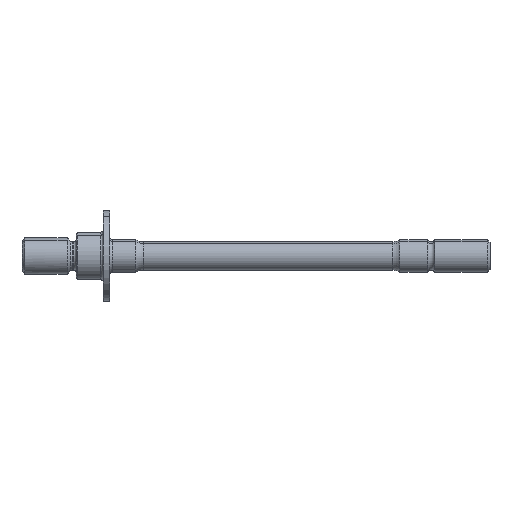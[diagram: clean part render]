
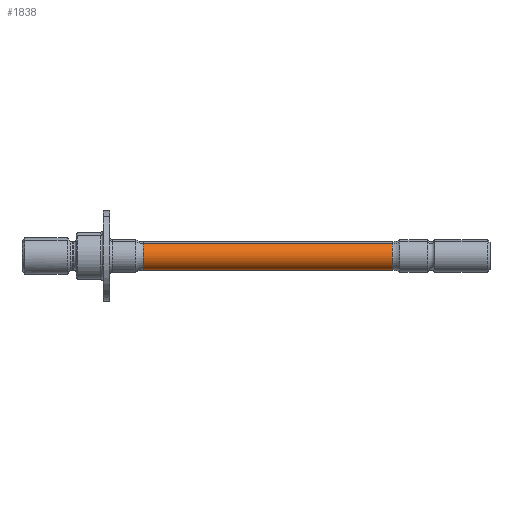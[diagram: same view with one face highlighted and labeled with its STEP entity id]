
A CAD part, front view. The second image highlights one B-rep face of the part: STEP entity #1838.
In plain terms, the highlighted cylindrical face has radius 5.5 mm (diameter 11 mm), a partial arc.
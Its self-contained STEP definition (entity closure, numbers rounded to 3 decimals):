
#1774=CARTESIAN_POINT('Vertex',(2015.5,-222.363,154.173)) ;
#1777=CARTESIAN_POINT('Axis2P3D Location',(2015.5,-225.,159.)) ;
#1781=CARTESIAN_POINT('Vertex',(2015.5,-227.637,163.827)) ;
#1808=CARTESIAN_POINT('Axis2P3D Location',(2059.25,-225.,159.)) ;
#1813=CARTESIAN_POINT('Line Origine',(2063.819,-222.363,154.173)) ;
#1817=CARTESIAN_POINT('Vertex',(2112.138,-222.363,154.173)) ;
#1820=CARTESIAN_POINT('Axis2P3D Location',(2112.138,-225.,159.)) ;
#1824=CARTESIAN_POINT('Vertex',(2112.138,-227.637,163.827)) ;
#1827=CARTESIAN_POINT('Line Origine',(2063.819,-227.637,163.827)) ;
#1778=DIRECTION('Axis2P3D Direction',(1.,0.,0.)) ;
#1809=DIRECTION('Axis2P3D Direction',(1.,0.,0.)) ;
#1810=DIRECTION('Axis2P3D XDirection',(0.,-0.479,0.878)) ;
#1814=DIRECTION('Vector Direction',(1.,0.,0.)) ;
#1821=DIRECTION('Axis2P3D Direction',(1.,0.,0.)) ;
#1828=DIRECTION('Vector Direction',(1.,0.,0.)) ;
#1779=AXIS2_PLACEMENT_3D('Circle Axis2P3D',#1777,#1778,$) ;
#1811=AXIS2_PLACEMENT_3D('Cylinder Axis2P3D',#1808,#1809,#1810) ;
#1822=AXIS2_PLACEMENT_3D('Circle Axis2P3D',#1820,#1821,$) ;
#1833=ORIENTED_EDGE('',*,*,#1819,.T.) ;
#1834=ORIENTED_EDGE('',*,*,#1826,.F.) ;
#1835=ORIENTED_EDGE('',*,*,#1831,.F.) ;
#1836=ORIENTED_EDGE('',*,*,#1783,.T.) ;
#1815=VECTOR('Line Direction',#1814,1.) ;
#1829=VECTOR('Line Direction',#1828,1.) ;
#1838=ADVANCED_FACE('EngineMonocoqueStudMiddle-ShearOnly',(#1837),#1812,.T.) ;
#1780=CIRCLE('generated circle',#1779,5.5) ;
#1823=CIRCLE('generated circle',#1822,5.5) ;
#1812=CYLINDRICAL_SURFACE('generated cylinder',#1811,5.5) ;
#1783=EDGE_CURVE('',#1782,#1775,#1780,.T.) ;
#1819=EDGE_CURVE('',#1775,#1818,#1816,.T.) ;
#1826=EDGE_CURVE('',#1825,#1818,#1823,.T.) ;
#1831=EDGE_CURVE('',#1782,#1825,#1830,.T.) ;
#1832=EDGE_LOOP('',(#1833,#1834,#1835,#1836)) ;
#1837=FACE_OUTER_BOUND('',#1832,.T.) ;
#1816=LINE('Line',#1813,#1815) ;
#1830=LINE('Line',#1827,#1829) ;
#1775=VERTEX_POINT('',#1774) ;
#1782=VERTEX_POINT('',#1781) ;
#1818=VERTEX_POINT('',#1817) ;
#1825=VERTEX_POINT('',#1824) ;
